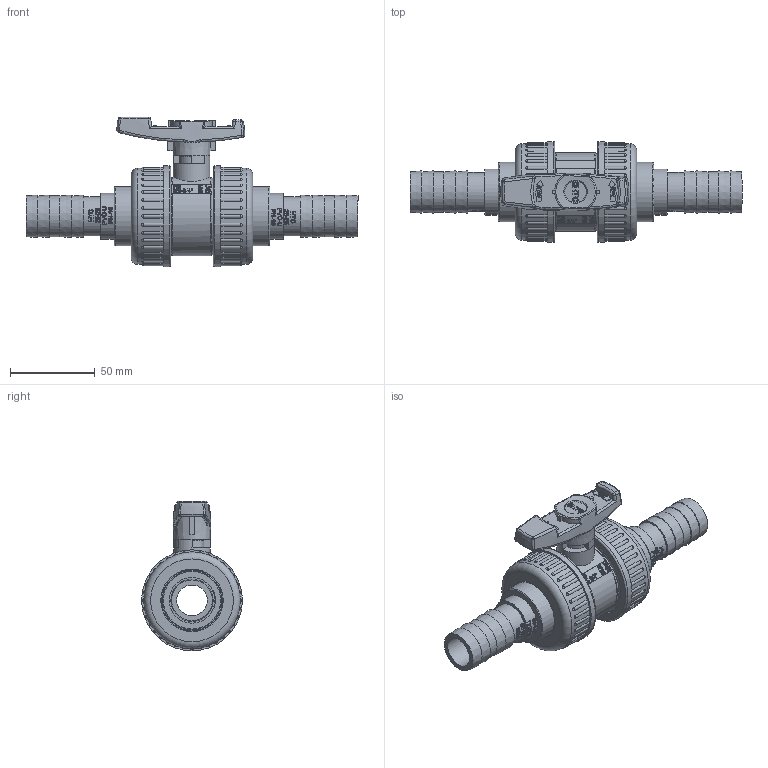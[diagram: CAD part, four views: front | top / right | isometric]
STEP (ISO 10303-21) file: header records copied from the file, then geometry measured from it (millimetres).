
FILE_DESCRIPTION(/* description */ (''),/* implementation_level */ '2;1');
FILE_NAME(/* name */ 'AK0910.025.025.step',/* time_stamp */ '2026-03-25T16:08:36+01:00',/* author */ (''),/* organization */ (''),/* preprocessor_version */ 'ST-DEVELOPER v20.1',/* originating_system */ 'Autodesk Translation Framework v14.24.0.0',/* authorisation */ '');
FILE_SCHEMA (('AUTOMOTIVE_DESIGN { 1 0 10303 214 3 1 1 }'));
Products named in the file (1): 2025-12-30-08-12-25-650
Bounding box: 195.7 x 59.5 x 88.17 mm (x, y, z)
Volume: 180071.2 mm3; surface area: 108697.8 mm2
Topology: 20 solids, 20 shells, 1929 faces, 5154 edges, 3395 vertices
Faces by surface type: bspline 881, plane 663, cylinder 301, torus 54, sphere 17, cone 13
Full cylindrical faces by diameter (mm): 1.721 x1, 2.295 x1, 9.7 x4, 14 x3, 14.4 x1, 15.3 x2, 17.1 x1, 18 x2, 20 x3, 20.1 x2, 20.3 x1, 20.5 x1, 21.7 x1, 23 x2, 23.9 x2, 24 x2, 24.4 x1, 24.5 x2, 25 x4, 27 x2, 28.5 x4, 31 x2, 31.5 x2, 33 x2, 33.7 x1, 34.9 x2, 35.8 x2, 36.8 x2, 38.4 x1, 39 x4
Entity records: 91539 total; most frequent: CARTESIAN_POINT 48675, ORIENTED_EDGE 10274, DIRECTION 6460, EDGE_CURVE 5137, VERTEX_POINT 3395, LINE 2332, VECTOR 2332, EDGE_LOOP 2110
